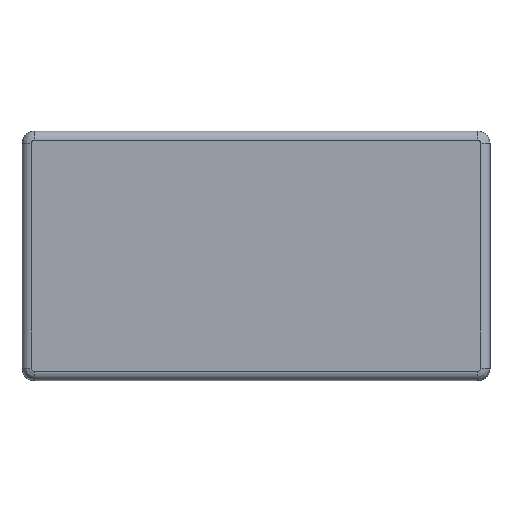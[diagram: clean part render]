
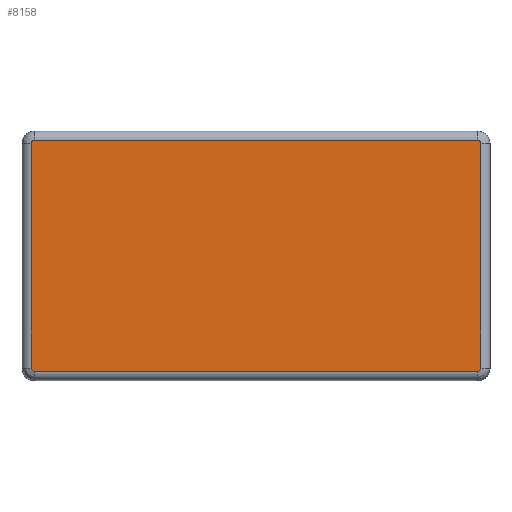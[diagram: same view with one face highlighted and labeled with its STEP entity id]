
A CAD part, top view. The second image highlights one B-rep face of the part: STEP entity #8158.
In plain terms, the highlighted face is planar.
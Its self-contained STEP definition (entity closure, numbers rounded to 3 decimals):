
#7700=CARTESIAN_POINT('',(71.0,-37.0,-68.0));
#7701=VERTEX_POINT('',#7700);
#7709=CARTESIAN_POINT('',(72.0,-36.0,-68.0));
#7710=VERTEX_POINT('',#7709);
#7711=CARTESIAN_POINT('',(71.0,-36.0,-68.0));
#7712=DIRECTION('',(0.0,0.0,1.0));
#7713=DIRECTION('',(0.707,-0.707,0.0));
#7714=AXIS2_PLACEMENT_3D('',#7711,#7712,#7713);
#7715=CIRCLE('',#7714,1.0);
#7716=EDGE_CURVE('',#7701,#7710,#7715,.T.);
#7742=CARTESIAN_POINT('',(72.0,36.0,-68.0));
#7743=VERTEX_POINT('',#7742);
#7760=CARTESIAN_POINT('',(72.0,-36.0,-68.0));
#7761=DIRECTION('',(0.0,1.0,0.0));
#7762=VECTOR('',#7761,72.0);
#7763=LINE('',#7760,#7762);
#7764=EDGE_CURVE('',#7710,#7743,#7763,.T.);
#7822=CARTESIAN_POINT('',(71.0,37.0,-68.0));
#7823=VERTEX_POINT('',#7822);
#7841=CARTESIAN_POINT('',(71.0,36.0,-68.0));
#7842=DIRECTION('',(0.0,0.0,1.0));
#7843=DIRECTION('',(0.707,0.707,0.0));
#7844=AXIS2_PLACEMENT_3D('',#7841,#7842,#7843);
#7845=CIRCLE('',#7844,1.0);
#7846=EDGE_CURVE('',#7743,#7823,#7845,.T.);
#7856=CARTESIAN_POINT('',(-71.,37.0,-68.0));
#7857=VERTEX_POINT('',#7856);
#7874=CARTESIAN_POINT('',(71.0,37.0,-68.0));
#7875=DIRECTION('',(-1.0,0.0,0.0));
#7876=VECTOR('',#7875,142.0);
#7877=LINE('',#7874,#7876);
#7878=EDGE_CURVE('',#7823,#7857,#7877,.T.);
#7936=CARTESIAN_POINT('',(-72.0,36.0,-68.0));
#7937=VERTEX_POINT('',#7936);
#7953=CARTESIAN_POINT('',(-71.0,36.0,-68.0));
#7954=DIRECTION('',(0.0,0.0,1.0));
#7955=DIRECTION('',(-0.707,0.707,0.0));
#7956=AXIS2_PLACEMENT_3D('',#7953,#7954,#7955);
#7957=CIRCLE('',#7956,1.0);
#7958=EDGE_CURVE('',#7857,#7937,#7957,.T.);
#7968=CARTESIAN_POINT('',(-72.0,-36.0,-68.0));
#7969=VERTEX_POINT('',#7968);
#7979=CARTESIAN_POINT('',(-72.0,36.0,-68.0));
#7980=DIRECTION('',(0.0,-1.0,0.0));
#7981=VECTOR('',#7980,72.0);
#7982=LINE('',#7979,#7981);
#7983=EDGE_CURVE('',#7937,#7969,#7982,.T.);
#8041=CARTESIAN_POINT('',(-71.0,-37.0,-68.0));
#8042=VERTEX_POINT('',#8041);
#8060=CARTESIAN_POINT('',(-71.0,-36.0,-68.0));
#8061=DIRECTION('',(0.0,0.0,1.0));
#8062=DIRECTION('',(-0.707,-0.707,0.0));
#8063=AXIS2_PLACEMENT_3D('',#8060,#8061,#8062);
#8064=CIRCLE('',#8063,1.0);
#8065=EDGE_CURVE('',#7969,#8042,#8064,.T.);
#8083=CARTESIAN_POINT('',(-71.0,-37.0,-68.0));
#8084=DIRECTION('',(1.0,0.0,0.0));
#8085=VECTOR('',#8084,142.0);
#8086=LINE('',#8083,#8085);
#8087=EDGE_CURVE('',#8042,#7701,#8086,.T.);
#8143=CARTESIAN_POINT('',(0.,0.,-68.0));
#8144=DIRECTION('',(0.0,0.0,1.0));
#8145=DIRECTION('',(1.0,0.0,0.0));
#8146=AXIS2_PLACEMENT_3D('',#8143,#8144,#8145);
#8147=PLANE('',#8146);
#8148=ORIENTED_EDGE('',*,*,#7716,.F.);
#8149=ORIENTED_EDGE('',*,*,#8087,.F.);
#8150=ORIENTED_EDGE('',*,*,#8065,.F.);
#8151=ORIENTED_EDGE('',*,*,#7983,.F.);
#8152=ORIENTED_EDGE('',*,*,#7958,.F.);
#8153=ORIENTED_EDGE('',*,*,#7878,.F.);
#8154=ORIENTED_EDGE('',*,*,#7846,.F.);
#8155=ORIENTED_EDGE('',*,*,#7764,.F.);
#8156=EDGE_LOOP('',(#8148,#8149,#8150,#8151,#8152,#8153,#8154,#8155));
#8157=FACE_OUTER_BOUND('',#8156,.T.);
#8158=ADVANCED_FACE('',(#8157),#8147,.F.);
